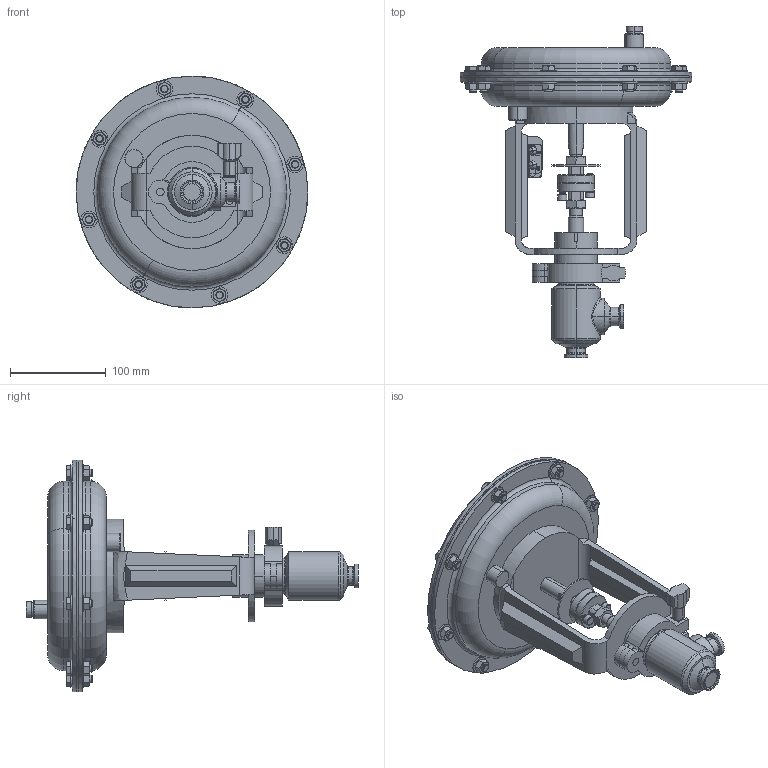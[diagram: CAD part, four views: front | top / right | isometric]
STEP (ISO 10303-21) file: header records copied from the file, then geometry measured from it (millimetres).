
FILE_DESCRIPTION (( 'STEP AP203' ), '1' );
FILE_NAME ('FBCVSP-050-OR.STEP', '2021-01-12T15:38:27', ( '' ), ( '' ), 'SwSTEP 2.0', 'SolidWorks 2018', '' );
FILE_SCHEMA (( 'CONFIG_CONTROL_DESIGN' ));
Products named in the file (1): FBCVSP-050-OR
Bounding box: 241.3 x 345.87 x 241.3 mm (x, y, z)
Volume: 2683947.1 mm3; surface area: 264511.1 mm2
Topology: 2 solids, 2 shells, 1020 faces, 2435 edges, 1511 vertices
Faces by surface type: plane 343, cone 313, cylinder 274, bspline 44, torus 42, sphere 4
Entity records: 37897 total; most frequent: CARTESIAN_POINT 15016, ORIENTED_EDGE 4870, DIRECTION 4594, EDGE_CURVE 2435, AXIS2_PLACEMENT_3D 1848, VERTEX_POINT 1511, EDGE_LOOP 1118, FACE_OUTER_BOUND 1020
